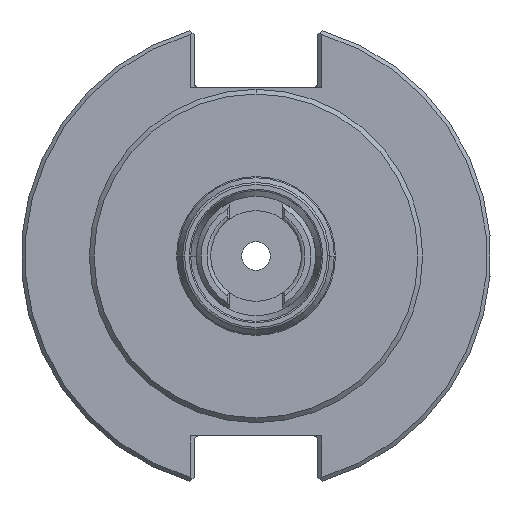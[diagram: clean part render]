
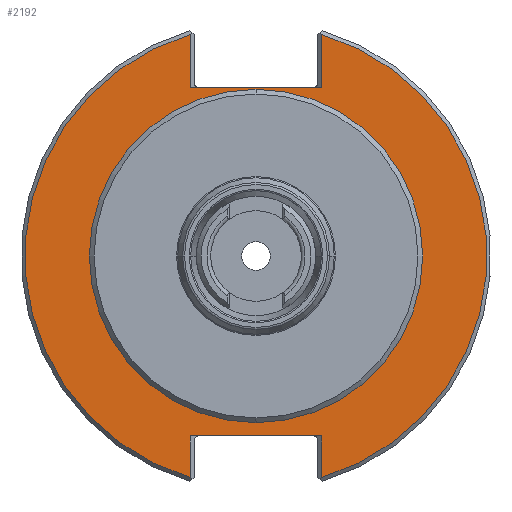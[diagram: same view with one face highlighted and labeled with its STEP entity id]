
A CAD part, front view. The second image highlights one B-rep face of the part: STEP entity #2192.
In plain terms, the highlighted planar face has unit normal (0, -1, 0).
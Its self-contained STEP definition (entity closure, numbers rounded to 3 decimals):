
#2=DIRECTION('',(-1.,0.,0.));
#3=VECTOR('',#2,27.51);
#4=CARTESIAN_POINT('',(13.755,0.,-37.7));
#5=LINE('',#4,#3);
#6=DIRECTION('',(-1.,0.,0.));
#7=VECTOR('',#6,27.51);
#8=CARTESIAN_POINT('',(13.755,0.,35.3));
#9=LINE('',#8,#7);
#10=CARTESIAN_POINT('',(0.,0.,0.));
#11=DIRECTION('',(0.,-1.,0.));
#12=DIRECTION('',(0.,0.,1.));
#13=AXIS2_PLACEMENT_3D('',#10,#11,#12);
#15=CARTESIAN_POINT('',(0.,0.,0.));
#16=DIRECTION('',(0.,-1.,0.));
#17=DIRECTION('',(0.,0.,-1.));
#18=AXIS2_PLACEMENT_3D('',#15,#16,#17);
#35=DIRECTION('',(0.,0.,-1.));
#36=VECTOR('',#35,11.115);
#37=CARTESIAN_POINT('',(13.753,0.,46.415));
#38=LINE('',#37,#36);
#316=DIRECTION('',(0.,0.,1.));
#317=VECTOR('',#316,11.115);
#318=CARTESIAN_POINT('',(-13.755,0.,35.3));
#319=LINE('',#318,#317);
#332=CARTESIAN_POINT('',(0.,0.,0.));
#333=DIRECTION('',(0.,-1.,0.));
#334=DIRECTION('',(-0.284,0.,0.959));
#335=AXIS2_PLACEMENT_3D('',#332,#333,#334);
#422=DIRECTION('',(0.,0.,-1.));
#423=VECTOR('',#422,8.715);
#424=CARTESIAN_POINT('',(-13.755,0.,-37.7));
#425=LINE('',#424,#423);
#1565=DIRECTION('',(0.,0.,1.));
#1566=VECTOR('',#1565,8.715);
#1567=CARTESIAN_POINT('',(13.753,0.,-46.415));
#1568=LINE('',#1567,#1566);
#1581=CARTESIAN_POINT('',(0.,0.,0.));
#1582=DIRECTION('',(0.,-1.,0.));
#1583=DIRECTION('',(0.284,0.,-0.959));
#1584=AXIS2_PLACEMENT_3D('',#1581,#1582,#1583);
#1768=CARTESIAN_POINT('',(0.,0.,34.925));
#1769=CARTESIAN_POINT('',(0.,0.,-34.925));
#1770=VERTEX_POINT('',#1768);
#1771=VERTEX_POINT('',#1769);
#1862=CARTESIAN_POINT('',(-13.755,0.,-37.7));
#1863=CARTESIAN_POINT('',(-13.753,0.,-46.415));
#1864=VERTEX_POINT('',#1862);
#1865=VERTEX_POINT('',#1863);
#1866=CARTESIAN_POINT('',(-13.755,0.,35.3));
#1867=CARTESIAN_POINT('',(-13.753,0.,46.415));
#1868=VERTEX_POINT('',#1866);
#1869=VERTEX_POINT('',#1867);
#1878=CARTESIAN_POINT('',(13.753,0.,46.415));
#1879=CARTESIAN_POINT('',(13.755,0.,35.3));
#1880=VERTEX_POINT('',#1878);
#1881=VERTEX_POINT('',#1879);
#1882=CARTESIAN_POINT('',(13.753,0.,-46.415));
#1883=CARTESIAN_POINT('',(13.755,0.,-37.7));
#1884=VERTEX_POINT('',#1882);
#1885=VERTEX_POINT('',#1883);
#2163=CARTESIAN_POINT('',(0.,0.,0.));
#2164=DIRECTION('',(0.,-1.,0.));
#2165=DIRECTION('',(0.,0.,1.));
#2166=AXIS2_PLACEMENT_3D('',#2163,#2164,#2165);
#2167=PLANE('',#2166);
#2169=ORIENTED_EDGE('',*,*,#2168,.F.);
#2171=ORIENTED_EDGE('',*,*,#2170,.F.);
#2173=ORIENTED_EDGE('',*,*,#2172,.T.);
#2175=ORIENTED_EDGE('',*,*,#2174,.T.);
#2177=ORIENTED_EDGE('',*,*,#2176,.T.);
#2179=ORIENTED_EDGE('',*,*,#2178,.F.);
#2181=ORIENTED_EDGE('',*,*,#2180,.F.);
#2183=ORIENTED_EDGE('',*,*,#2182,.F.);
#2184=EDGE_LOOP('',(#2169,#2171,#2173,#2175,#2177,#2179,#2181,#2183));
#2185=FACE_OUTER_BOUND('',#2184,.F.);
#2187=ORIENTED_EDGE('',*,*,#2186,.T.);
#2189=ORIENTED_EDGE('',*,*,#2188,.T.);
#2190=EDGE_LOOP('',(#2187,#2189));
#2191=FACE_BOUND('',#2190,.F.);
#2192=ADVANCED_FACE('',(#2185,#2191),#2167,.T.);
#14=CIRCLE('',#13,34.925);
#19=CIRCLE('',#18,34.925);
#336=CIRCLE('',#335,48.41);
#1585=CIRCLE('',#1584,48.41);
#2168=EDGE_CURVE('',#1880,#1881,#38,.T.);
#2170=EDGE_CURVE('',#1884,#1880,#1585,.T.);
#2172=EDGE_CURVE('',#1884,#1885,#1568,.T.);
#2174=EDGE_CURVE('',#1885,#1864,#5,.T.);
#2176=EDGE_CURVE('',#1864,#1865,#425,.T.);
#2178=EDGE_CURVE('',#1869,#1865,#336,.T.);
#2180=EDGE_CURVE('',#1868,#1869,#319,.T.);
#2182=EDGE_CURVE('',#1881,#1868,#9,.T.);
#2186=EDGE_CURVE('',#1770,#1771,#14,.T.);
#2188=EDGE_CURVE('',#1771,#1770,#19,.T.);
